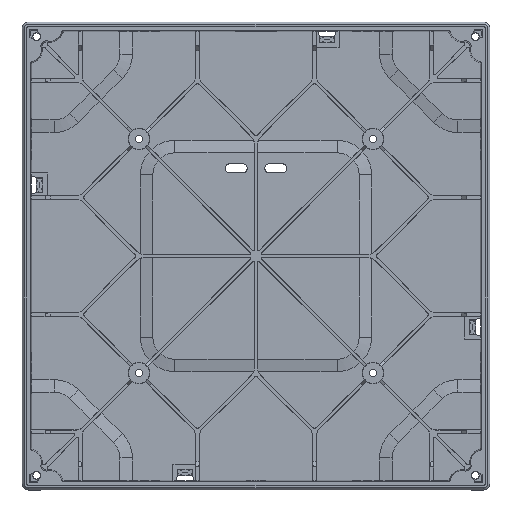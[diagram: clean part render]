
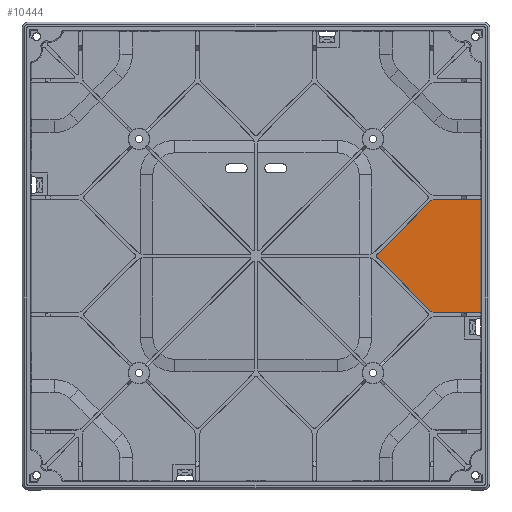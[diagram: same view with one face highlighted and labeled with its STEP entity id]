
A CAD part, top view. The second image highlights one B-rep face of the part: STEP entity #10444.
In plain terms, the highlighted planar face has unit normal (0, 0, 1).
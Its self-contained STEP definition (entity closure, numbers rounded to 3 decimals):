
#6102 = VERTEX_POINT('',#6103);
#6103 = CARTESIAN_POINT('',(51.129,-12.885,-13.5));
#6111 = EDGE_CURVE('',#6112,#6102,#6114,.T.);
#6112 = VERTEX_POINT('',#6113);
#6113 = CARTESIAN_POINT('',(51.129,12.885,-13.5));
#6114 = LINE('',#6115,#6116);
#6115 = CARTESIAN_POINT('',(51.129,43.661,-13.5));
#6116 = VECTOR('',#6117,1.);
#6117 = DIRECTION('',(0.,-1.,0.));
#10426 = VERTEX_POINT('',#10427);
#10427 = CARTESIAN_POINT('',(48.,12.885,-13.5));
#10432 = EDGE_CURVE('',#10426,#6112,#10433,.T.);
#10433 = LINE('',#10434,#10435);
#10434 = CARTESIAN_POINT('',(48.,12.885,-13.5));
#10435 = VECTOR('',#10436,1.);
#10436 = DIRECTION('',(1.,-0.,0.));
#10444 = ADVANCED_FACE('',(#10445),#10547,.T.);
#10445 = FACE_BOUND('',#10446,.T.);
#10446 = EDGE_LOOP('',(#10447,#10457,#10466,#10474,#10483,#10491,#10500,
    #10508,#10517,#10525,#10533,#10539,#10540,#10541));
#10447 = ORIENTED_EDGE('',*,*,#10448,.T.);
#10448 = EDGE_CURVE('',#10449,#10451,#10453,.T.);
#10449 = VERTEX_POINT('',#10450);
#10450 = CARTESIAN_POINT('',(48.,12.935,-13.5));
#10451 = VERTEX_POINT('',#10452);
#10452 = CARTESIAN_POINT('',(40.999,12.935,-13.5));
#10453 = LINE('',#10454,#10455);
#10454 = CARTESIAN_POINT('',(55.566,12.935,-13.5));
#10455 = VECTOR('',#10456,1.);
#10456 = DIRECTION('',(-1.,0.,0.));
#10457 = ORIENTED_EDGE('',*,*,#10458,.F.);
#10458 = EDGE_CURVE('',#10459,#10451,#10461,.T.);
#10459 = VERTEX_POINT('',#10460);
#10460 = CARTESIAN_POINT('',(39.585,12.349,-13.5));
#10461 = CIRCLE('',#10462,2.);
#10462 = AXIS2_PLACEMENT_3D('',#10463,#10464,#10465);
#10463 = CARTESIAN_POINT('',(40.999,10.935,-13.5));
#10464 = DIRECTION('',(-0.,0.,-1.));
#10465 = DIRECTION('',(0.,-1.,0.));
#10466 = ORIENTED_EDGE('',*,*,#10467,.F.);
#10467 = EDGE_CURVE('',#10468,#10459,#10470,.T.);
#10468 = VERTEX_POINT('',#10469);
#10469 = CARTESIAN_POINT('',(27.589,0.354,-13.5));
#10470 = LINE('',#10471,#10472);
#10471 = CARTESIAN_POINT('',(27.589,0.354,-13.5));
#10472 = VECTOR('',#10473,1.);
#10473 = DIRECTION('',(0.707,0.707,0.
    ));
#10474 = ORIENTED_EDGE('',*,*,#10475,.F.);
#10475 = EDGE_CURVE('',#10476,#10468,#10478,.T.);
#10476 = VERTEX_POINT('',#10477);
#10477 = CARTESIAN_POINT('',(27.444,0.028,-13.5));
#10478 = CIRCLE('',#10479,0.5);
#10479 = AXIS2_PLACEMENT_3D('',#10480,#10481,#10482);
#10480 = CARTESIAN_POINT('',(27.943,0.,-13.5));
#10481 = DIRECTION('',(-0.,0.,-1.));
#10482 = DIRECTION('',(0.,-1.,0.));
#10483 = ORIENTED_EDGE('',*,*,#10484,.F.);
#10484 = EDGE_CURVE('',#10485,#10476,#10487,.T.);
#10485 = VERTEX_POINT('',#10486);
#10486 = CARTESIAN_POINT('',(27.444,-0.001,-13.5));
#10487 = LINE('',#10488,#10489);
#10488 = CARTESIAN_POINT('',(27.444,-0.001,-13.5)
  );
#10489 = VECTOR('',#10490,1.);
#10490 = DIRECTION('',(0.,1.,0.));
#10491 = ORIENTED_EDGE('',*,*,#10492,.F.);
#10492 = EDGE_CURVE('',#10493,#10485,#10495,.T.);
#10493 = VERTEX_POINT('',#10494);
#10494 = CARTESIAN_POINT('',(27.59,-0.354,-13.5));
#10495 = CIRCLE('',#10496,0.5);
#10496 = AXIS2_PLACEMENT_3D('',#10497,#10498,#10499);
#10497 = CARTESIAN_POINT('',(27.944,-0.001,-13.5));
#10498 = DIRECTION('',(0.,0.,-1.));
#10499 = DIRECTION('',(0.,1.,0.));
#10500 = ORIENTED_EDGE('',*,*,#10501,.T.);
#10501 = EDGE_CURVE('',#10493,#10502,#10504,.T.);
#10502 = VERTEX_POINT('',#10503);
#10503 = CARTESIAN_POINT('',(39.585,-12.349,-13.5));
#10504 = LINE('',#10505,#10506);
#10505 = CARTESIAN_POINT('',(27.59,-0.354,-13.5));
#10506 = VECTOR('',#10507,1.);
#10507 = DIRECTION('',(0.707,-0.707,0.
    ));
#10508 = ORIENTED_EDGE('',*,*,#10509,.F.);
#10509 = EDGE_CURVE('',#10510,#10502,#10512,.T.);
#10510 = VERTEX_POINT('',#10511);
#10511 = CARTESIAN_POINT('',(40.999,-12.935,-13.5));
#10512 = CIRCLE('',#10513,2.);
#10513 = AXIS2_PLACEMENT_3D('',#10514,#10515,#10516);
#10514 = CARTESIAN_POINT('',(40.999,-10.935,-13.5));
#10515 = DIRECTION('',(0.,0.,-1.));
#10516 = DIRECTION('',(0.,1.,0.));
#10517 = ORIENTED_EDGE('',*,*,#10518,.F.);
#10518 = EDGE_CURVE('',#10519,#10510,#10521,.T.);
#10519 = VERTEX_POINT('',#10520);
#10520 = CARTESIAN_POINT('',(48.,-12.935,-13.5));
#10521 = LINE('',#10522,#10523);
#10522 = CARTESIAN_POINT('',(55.566,-12.935,-13.5));
#10523 = VECTOR('',#10524,1.);
#10524 = DIRECTION('',(-1.,0.,0.));
#10525 = ORIENTED_EDGE('',*,*,#10526,.F.);
#10526 = EDGE_CURVE('',#10527,#10519,#10529,.T.);
#10527 = VERTEX_POINT('',#10528);
#10528 = CARTESIAN_POINT('',(48.,-12.885,-13.5));
#10529 = LINE('',#10530,#10531);
#10530 = CARTESIAN_POINT('',(48.,-12.885,-13.5));
#10531 = VECTOR('',#10532,1.);
#10532 = DIRECTION('',(0.,-1.,0.));
#10533 = ORIENTED_EDGE('',*,*,#10534,.F.);
#10534 = EDGE_CURVE('',#6102,#10527,#10535,.T.);
#10535 = LINE('',#10536,#10537);
#10536 = CARTESIAN_POINT('',(55.,-12.885,-13.5));
#10537 = VECTOR('',#10538,1.);
#10538 = DIRECTION('',(-1.,0.,0.));
#10539 = ORIENTED_EDGE('',*,*,#6111,.F.);
#10540 = ORIENTED_EDGE('',*,*,#10432,.F.);
#10541 = ORIENTED_EDGE('',*,*,#10542,.F.);
#10542 = EDGE_CURVE('',#10449,#10426,#10543,.T.);
#10543 = LINE('',#10544,#10545);
#10544 = CARTESIAN_POINT('',(48.,13.785,-13.5));
#10545 = VECTOR('',#10546,1.);
#10546 = DIRECTION('',(0.,-1.,0.));
#10547 = PLANE('',#10548);
#10548 = AXIS2_PLACEMENT_3D('',#10549,#10550,#10551);
#10549 = CARTESIAN_POINT('',(-47.,-51.7,-13.5));
#10550 = DIRECTION('',(0.,0.,1.));
#10551 = DIRECTION('',(1.,0.,0.));
